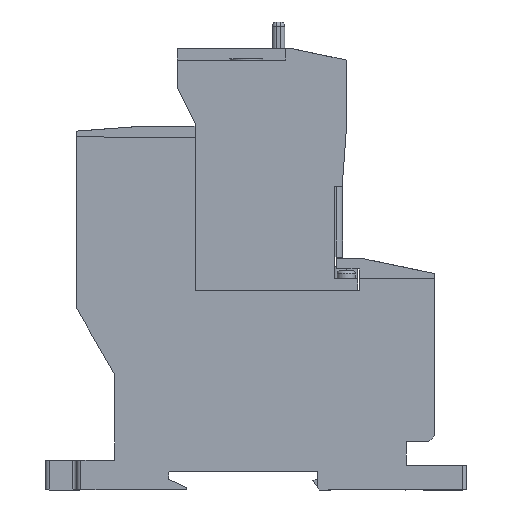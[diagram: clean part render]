
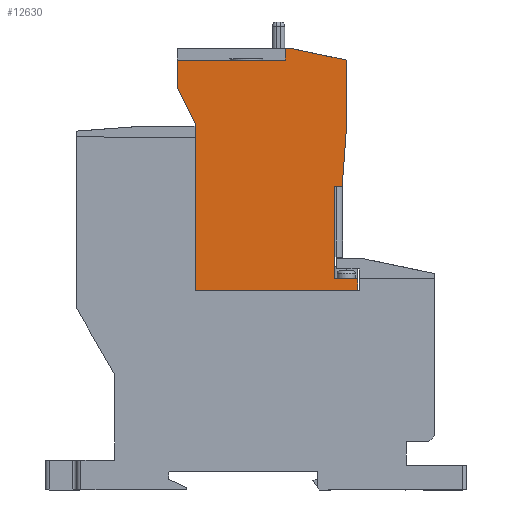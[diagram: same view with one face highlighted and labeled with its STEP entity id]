
A CAD part, left-side view. The second image highlights one B-rep face of the part: STEP entity #12630.
In plain terms, the highlighted planar face has unit normal (-1, 0, 0).
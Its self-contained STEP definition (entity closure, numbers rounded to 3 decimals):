
#606 = CARTESIAN_POINT ( 'NONE',  ( -22.49, 24.85, 83.3 ) ) ;
#1488 = LINE ( 'NONE', #27430, #4178 ) ;
#1576 = VECTOR ( 'NONE', #4489, 1000. ) ;
#2077 = EDGE_CURVE ( 'NONE', #14328, #17895, #28460, .T. ) ;
#2523 = EDGE_CURVE ( 'NONE', #12829, #11678, #20230, .T. ) ;
#2921 = EDGE_CURVE ( 'NONE', #8656, #12829, #13085, .T. ) ;
#3149 = VECTOR ( 'NONE', #8848, 1000. ) ;
#3289 = VERTEX_POINT ( 'NONE', #5234 ) ;
#3677 = ORIENTED_EDGE ( 'NONE', *, *, #16218, .F. ) ;
#4178 = VECTOR ( 'NONE', #20590, 1000. ) ;
#4489 = DIRECTION ( 'NONE',  ( 0., 1., 0. ) ) ;
#5185 = VECTOR ( 'NONE', #6532, 1000. ) ;
#5234 = CARTESIAN_POINT ( 'NONE',  ( -22.49, 2.55, 102.15 ) ) ;
#5669 = EDGE_CURVE ( 'NONE', #22519, #36242, #9158, .T. ) ;
#6298 = ORIENTED_EDGE ( 'NONE', *, *, #2523, .F. ) ;
#6389 = VERTEX_POINT ( 'NONE', #30990 ) ;
#6499 = CARTESIAN_POINT ( 'NONE',  ( -22.49, -15.45, 45. ) ) ;
#6532 = DIRECTION ( 'NONE',  ( 0., 1., 0. ) ) ;
#6583 = VECTOR ( 'NONE', #16001, 1000. ) ;
#6703 = VERTEX_POINT ( 'NONE', #15482 ) ;
#7252 = EDGE_CURVE ( 'NONE', #35088, #7611, #11887, .T. ) ;
#7269 = DIRECTION ( 'NONE',  ( 0., 0., 1. ) ) ;
#7466 = CARTESIAN_POINT ( 'NONE',  ( -22.49, -12.55, 81.57 ) ) ;
#7611 = VERTEX_POINT ( 'NONE', #22080 ) ;
#7794 = EDGE_CURVE ( 'NONE', #11678, #6703, #43296, .T. ) ;
#7995 = CARTESIAN_POINT ( 'NONE',  ( -22.49, 24.85, 42.065 ) ) ;
#8238 = EDGE_CURVE ( 'NONE', #6703, #14328, #1488, .T. ) ;
#8481 = LINE ( 'NONE', #11664, #18828 ) ;
#8565 = EDGE_CURVE ( 'NONE', #12948, #35088, #8481, .T. ) ;
#8656 = VERTEX_POINT ( 'NONE', #12547 ) ;
#8674 = LINE ( 'NONE', #40961, #23380 ) ;
#8684 = EDGE_CURVE ( 'NONE', #3289, #19357, #27511, .T. ) ;
#8848 = DIRECTION ( 'NONE',  ( 0., 0., -1. ) ) ;
#9082 = CARTESIAN_POINT ( 'NONE',  ( -22.49, 29.45, 99.3 ) ) ;
#9098 = DIRECTION ( 'NONE',  ( 0., 0., -1. ) ) ;
#9158 = LINE ( 'NONE', #17886, #26040 ) ;
#9659 = EDGE_CURVE ( 'NONE', #19357, #37668, #31753, .T. ) ;
#10294 = LINE ( 'NONE', #31966, #43906 ) ;
#10562 = DIRECTION ( 'NONE',  ( 0., -1., 0. ) ) ;
#10595 = LINE ( 'NONE', #27353, #5185 ) ;
#10598 = EDGE_LOOP ( 'NONE', ( #25281, #15065, #34229, #3677, #35820, #11105, #13038, #12277, #25151, #29245, #6298, #15340, #21000, #38341, #40792, #37236, #27866 ) ) ;
#11105 = ORIENTED_EDGE ( 'NONE', *, *, #8565, .F. ) ;
#11664 = CARTESIAN_POINT ( 'NONE',  ( -22.49, 29.35, 97.8 ) ) ;
#11678 = VERTEX_POINT ( 'NONE', #6499 ) ;
#11887 = LINE ( 'NONE', #35782, #1576 ) ;
#12277 = ORIENTED_EDGE ( 'NONE', *, *, #2077, .F. ) ;
#12547 = CARTESIAN_POINT ( 'NONE',  ( -22.49, -9.65, 67.85 ) ) ;
#12630 = ADVANCED_FACE ( 'NONE', ( #18502 ), #34949, .T. ) ;
#12776 = CARTESIAN_POINT ( 'NONE',  ( -22.49, -15.45, 42.065 ) ) ;
#12829 = VERTEX_POINT ( 'NONE', #35700 ) ;
#12948 = VERTEX_POINT ( 'NONE', #22332 ) ;
#13038 = ORIENTED_EDGE ( 'NONE', *, *, #25043, .F. ) ;
#13085 = LINE ( 'NONE', #22982, #39736 ) ;
#13426 = EDGE_CURVE ( 'NONE', #6389, #16328, #38308, .T. ) ;
#13834 = CARTESIAN_POINT ( 'NONE',  ( -22.49, 3.7, -40. ) ) ;
#13959 = EDGE_CURVE ( 'NONE', #3289, #22519, #36124, .T. ) ;
#14328 = VERTEX_POINT ( 'NONE', #7995 ) ;
#14974 = CARTESIAN_POINT ( 'NONE',  ( -22.49, 29.35, 97.8 ) ) ;
#15065 = ORIENTED_EDGE ( 'NONE', *, *, #13959, .T. ) ;
#15340 = ORIENTED_EDGE ( 'NONE', *, *, #2921, .F. ) ;
#15482 = CARTESIAN_POINT ( 'NONE',  ( -22.49, -15.45, 42.065 ) ) ;
#15973 = VECTOR ( 'NONE', #42411, 1000. ) ;
#16001 = DIRECTION ( 'NONE',  ( 0., 0., 1. ) ) ;
#16218 = EDGE_CURVE ( 'NONE', #7611, #36242, #30463, .T. ) ;
#16328 = VERTEX_POINT ( 'NONE', #27690 ) ;
#16777 = EDGE_CURVE ( 'NONE', #37668, #22927, #8674, .T. ) ;
#17886 = CARTESIAN_POINT ( 'NONE',  ( -22.49, 3.7, 99.3 ) ) ;
#17895 = VERTEX_POINT ( 'NONE', #25898 ) ;
#18170 = CARTESIAN_POINT ( 'NONE',  ( -22.49, 29.35, 92.3 ) ) ;
#18502 = FACE_OUTER_BOUND ( 'NONE', #10598, .T. ) ;
#18813 = AXIS2_PLACEMENT_3D ( 'NONE', #13834, #42041, #21138 ) ;
#18828 = VECTOR ( 'NONE', #26246, 1000. ) ;
#19357 = VERTEX_POINT ( 'NONE', #40118 ) ;
#19510 = EDGE_CURVE ( 'NONE', #16328, #8656, #10595, .T. ) ;
#19779 = LINE ( 'NONE', #18170, #15973 ) ;
#19863 = CARTESIAN_POINT ( 'NONE',  ( -22.49, 1.05, 102.15 ) ) ;
#20230 = LINE ( 'NONE', #31056, #36505 ) ;
#20585 = DIRECTION ( 'NONE',  ( 0., 0.072, -0.997 ) ) ;
#20590 = DIRECTION ( 'NONE',  ( 0., 1., 0. ) ) ;
#21000 = ORIENTED_EDGE ( 'NONE', *, *, #19510, .F. ) ;
#21138 = DIRECTION ( 'NONE',  ( 0., -1., 0. ) ) ;
#21380 = DIRECTION ( 'NONE',  ( 0., 1., 0. ) ) ;
#22080 = CARTESIAN_POINT ( 'NONE',  ( -22.49, 29.45, 97.8 ) ) ;
#22332 = CARTESIAN_POINT ( 'NONE',  ( -22.49, 29.35, 92.3 ) ) ;
#22519 = VERTEX_POINT ( 'NONE', #42531 ) ;
#22927 = VERTEX_POINT ( 'NONE', #7466 ) ;
#22982 = CARTESIAN_POINT ( 'NONE',  ( -22.49, -9.65, 45. ) ) ;
#23125 = DIRECTION ( 'NONE',  ( 0., 0., -1. ) ) ;
#23380 = VECTOR ( 'NONE', #30509, 1000. ) ;
#25043 = EDGE_CURVE ( 'NONE', #17895, #12948, #19779, .T. ) ;
#25151 = ORIENTED_EDGE ( 'NONE', *, *, #8238, .F. ) ;
#25281 = ORIENTED_EDGE ( 'NONE', *, *, #8684, .F. ) ;
#25354 = VECTOR ( 'NONE', #33536, 1000. ) ;
#25898 = CARTESIAN_POINT ( 'NONE',  ( -22.49, 24.85, 83.3 ) ) ;
#26040 = VECTOR ( 'NONE', #21380, 1000. ) ;
#26246 = DIRECTION ( 'NONE',  ( 0., 0., 1. ) ) ;
#27353 = CARTESIAN_POINT ( 'NONE',  ( -22.49, -9.65, 67.85 ) ) ;
#27369 = VECTOR ( 'NONE', #7269, 1000. ) ;
#27430 = CARTESIAN_POINT ( 'NONE',  ( -22.49, 24.85, 42.065 ) ) ;
#27511 = LINE ( 'NONE', #19863, #25354 ) ;
#27690 = CARTESIAN_POINT ( 'NONE',  ( -22.49, -11.65, 67.85 ) ) ;
#27866 = ORIENTED_EDGE ( 'NONE', *, *, #9659, .F. ) ;
#28460 = LINE ( 'NONE', #606, #27369 ) ;
#29245 = ORIENTED_EDGE ( 'NONE', *, *, #7794, .F. ) ;
#29976 = CARTESIAN_POINT ( 'NONE',  ( -22.49, 29.45, 102.15 ) ) ;
#30152 = VECTOR ( 'NONE', #37968, 1000. ) ;
#30392 = CARTESIAN_POINT ( 'NONE',  ( -22.49, -11.65, 67.85 ) ) ;
#30463 = LINE ( 'NONE', #29976, #6583 ) ;
#30509 = DIRECTION ( 'NONE',  ( 0., 0., -1. ) ) ;
#30990 = CARTESIAN_POINT ( 'NONE',  ( -22.49, -11.65, 69.15 ) ) ;
#31056 = CARTESIAN_POINT ( 'NONE',  ( -22.49, -15.45, 45. ) ) ;
#31753 = LINE ( 'NONE', #36593, #32320 ) ;
#31966 = CARTESIAN_POINT ( 'NONE',  ( -22.49, -11.65, 69.15 ) ) ;
#32320 = VECTOR ( 'NONE', #36899, 1000. ) ;
#33536 = DIRECTION ( 'NONE',  ( 0., -1., 0. ) ) ;
#34229 = ORIENTED_EDGE ( 'NONE', *, *, #5669, .T. ) ;
#34949 = PLANE ( 'NONE',  #18813 ) ;
#35088 = VERTEX_POINT ( 'NONE', #14974 ) ;
#35700 = CARTESIAN_POINT ( 'NONE',  ( -22.49, -9.65, 45. ) ) ;
#35782 = CARTESIAN_POINT ( 'NONE',  ( -22.49, 29.45, 97.8 ) ) ;
#35820 = ORIENTED_EDGE ( 'NONE', *, *, #7252, .F. ) ;
#36124 = LINE ( 'NONE', #40515, #40987 ) ;
#36242 = VERTEX_POINT ( 'NONE', #9082 ) ;
#36505 = VECTOR ( 'NONE', #10562, 1000. ) ;
#36593 = CARTESIAN_POINT ( 'NONE',  ( -22.49, -12.55, 99.3 ) ) ;
#36899 = DIRECTION ( 'NONE',  ( 0., -0.979, -0.205 ) ) ;
#37236 = ORIENTED_EDGE ( 'NONE', *, *, #16777, .F. ) ;
#37668 = VERTEX_POINT ( 'NONE', #43557 ) ;
#37968 = DIRECTION ( 'NONE',  ( 0., 0., -1. ) ) ;
#38308 = LINE ( 'NONE', #30392, #30152 ) ;
#38341 = ORIENTED_EDGE ( 'NONE', *, *, #13426, .F. ) ;
#39736 = VECTOR ( 'NONE', #23125, 1000. ) ;
#40118 = CARTESIAN_POINT ( 'NONE',  ( -22.49, 1.05, 102.15 ) ) ;
#40515 = CARTESIAN_POINT ( 'NONE',  ( -22.49, 2.55, -40. ) ) ;
#40792 = ORIENTED_EDGE ( 'NONE', *, *, #42193, .F. ) ;
#40961 = CARTESIAN_POINT ( 'NONE',  ( -22.49, -12.55, 81.57 ) ) ;
#40987 = VECTOR ( 'NONE', #9098, 1000. ) ;
#42041 = DIRECTION ( 'NONE',  ( -1., 0., 0. ) ) ;
#42193 = EDGE_CURVE ( 'NONE', #22927, #6389, #10294, .T. ) ;
#42411 = DIRECTION ( 'NONE',  ( 0., 0.447, 0.894 ) ) ;
#42531 = CARTESIAN_POINT ( 'NONE',  ( -22.49, 2.55, 99.3 ) ) ;
#43296 = LINE ( 'NONE', #12776, #3149 ) ;
#43557 = CARTESIAN_POINT ( 'NONE',  ( -22.49, -12.55, 99.3 ) ) ;
#43906 = VECTOR ( 'NONE', #20585, 1000. ) ;
